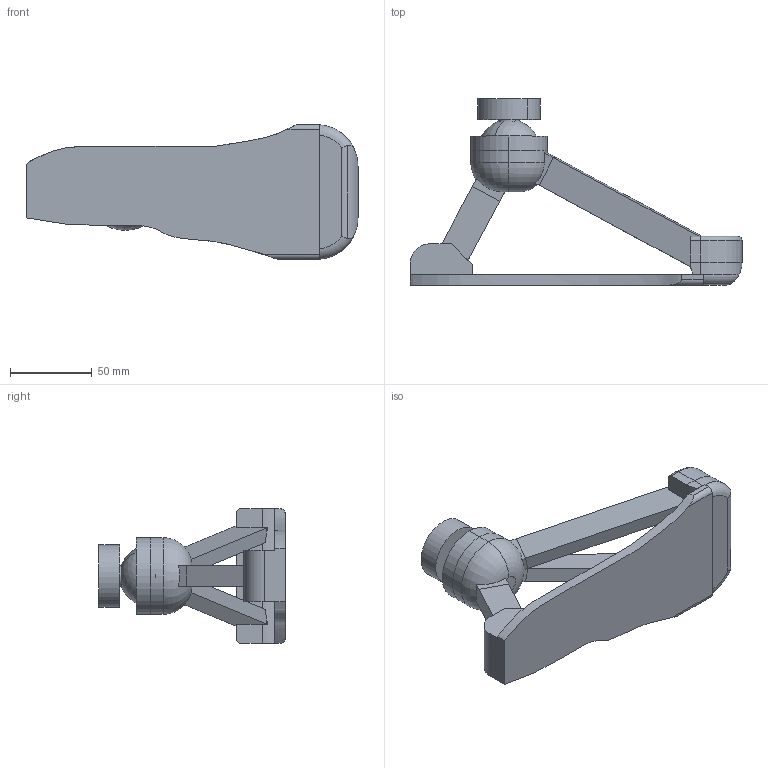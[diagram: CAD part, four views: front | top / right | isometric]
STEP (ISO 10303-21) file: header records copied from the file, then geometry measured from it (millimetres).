
FILE_DESCRIPTION (( 'STEP AP214' ), '1' );
FILE_NAME ('foot simple model.STEP', '2016-09-22T01:43:54', ( '' ), ( '' ), 'SwSTEP 2.0', 'SolidWorks 2015', '' );
FILE_SCHEMA (( 'AUTOMOTIVE_DESIGN' ));
Length unit declared in the file: inch
Products named in the file (13): AnkleTopper-zach; top socket; AnkleBall; Socket-zach; bottom; base joint sketch; Heel(V2); fronttop-matt; right beam; socket; foot top3; heel beam; foot simple model
Assembly tree (13 placements, depth 4):
  base joint sketch
  foot simple model
    AnkleBall
    foot top3
      socket
        Socket-zach
        top socket  x2
    bottom
    AnkleTopper-zach
    fronttop-matt
    Heel(V2)
    right beam  x2
    heel beam
Bounding box: 203.58 x 114.3 x 82.55 mm (x, y, z)
Volume: 264587.6 mm3; surface area: 81777.1 mm2
Topology: 11 solids, 11 shells, 294 faces, 719 edges, 475 vertices
Faces by surface type: plane 177, cylinder 102, torus 7, sphere 6, bspline 2
Entity records: 8480 total; most frequent: CARTESIAN_POINT 1725, DIRECTION 1338, ORIENTED_EDGE 1264, EDGE_CURVE 632, AXIS2_PLACEMENT_3D 470, VERTEX_POINT 418, LINE 398, VECTOR 398
